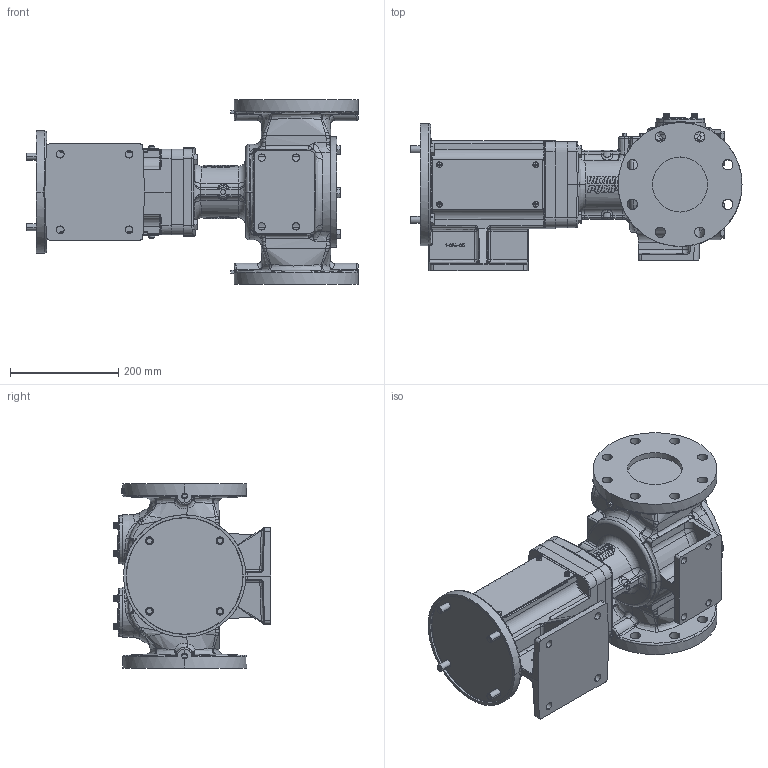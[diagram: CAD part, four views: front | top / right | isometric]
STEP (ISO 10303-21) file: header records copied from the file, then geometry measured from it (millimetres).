
FILE_DESCRIPTION (( 'STEP AP214' ), '1' );
FILE_NAME ('KE4195-M_(254-256TC).STEP', '2017-02-27T17:41:29', ( '' ), ( '' ), 'SwSTEP 2.0', 'SolidWorks 2016', '' );
FILE_SCHEMA (( 'AUTOMOTIVE_DESIGN' ));
Length unit declared in the file: inch
Products named in the file (2): KE4195-M_(254-256TC)
Bounding box: 612.9 x 290.45 x 339.85 mm (x, y, z)
Volume: 17693627.6 mm3; surface area: 876093.8 mm2
Topology: 1 solids, 6 shells, 2731 faces, 7015 edges, 4390 vertices
Faces by surface type: plane 1085, bspline 867, cylinder 476, cone 164, torus 91, sphere 48
Entity records: 193228 total; most frequent: CARTESIAN_POINT 118735, ORIENTED_EDGE 13914, DIRECTION 9484, EDGE_CURVE 6957, VERTEX_POINT 4390, AXIS2_PLACEMENT_3D 3350, EDGE_LOOP 2941, VECTOR 2784
